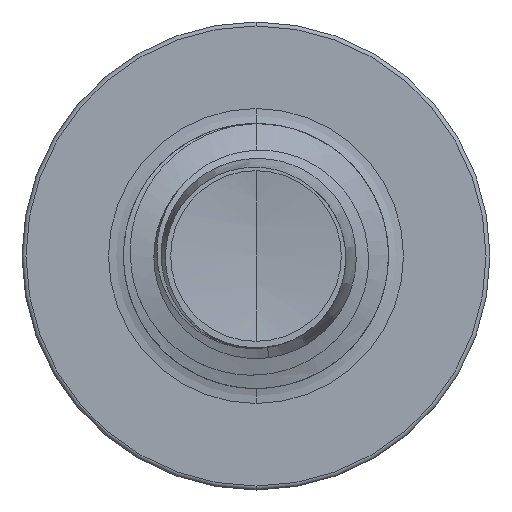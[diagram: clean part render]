
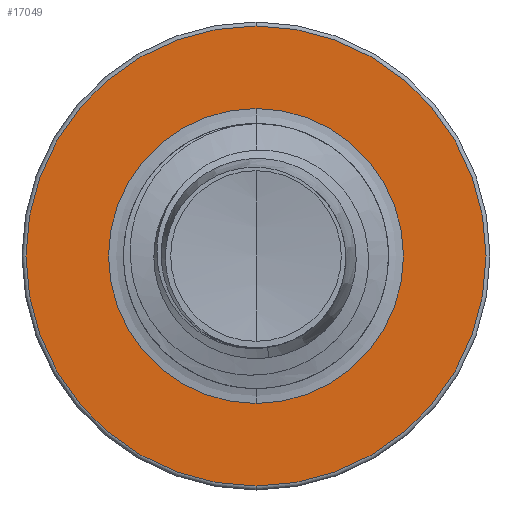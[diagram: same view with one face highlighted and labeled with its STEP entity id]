
A CAD part, front view. The second image highlights one B-rep face of the part: STEP entity #17049.
In plain terms, the highlighted planar face has unit normal (0, -1, 0).
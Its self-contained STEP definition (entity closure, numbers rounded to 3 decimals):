
#1051 = AXIS2_PLACEMENT_3D ( 'NONE', #22965, #14528, #1709 ) ;
#1368 = DIRECTION ( 'NONE',  ( 0., 0., 1. ) ) ;
#1549 = EDGE_CURVE ( 'NONE', #12486, #4515, #19621, .T. ) ;
#1709 = DIRECTION ( 'NONE',  ( 0., 0., 1. ) ) ;
#1781 = DIRECTION ( 'NONE',  ( 0., 1., 0. ) ) ;
#1929 = CARTESIAN_POINT ( 'NONE',  ( 0., 8., 0. ) ) ;
#2564 = AXIS2_PLACEMENT_3D ( 'NONE', #10945, #10920, #10916 ) ;
#4209 = AXIS2_PLACEMENT_3D ( 'NONE', #18444, #22152, #12945 ) ;
#4355 = DIRECTION ( 'NONE',  ( 0., 0., 1. ) ) ;
#4359 = DIRECTION ( 'NONE',  ( 0., 1., 0. ) ) ;
#4385 = CARTESIAN_POINT ( 'NONE',  ( 0., 8., 0. ) ) ;
#4515 = VERTEX_POINT ( 'NONE', #13948 ) ;
#4543 = ORIENTED_EDGE ( 'NONE', *, *, #1549, .F. ) ;
#6527 = AXIS2_PLACEMENT_3D ( 'NONE', #1929, #1781, #1368 ) ;
#7185 = ORIENTED_EDGE ( 'NONE', *, *, #9953, .F. ) ;
#9186 = AXIS2_PLACEMENT_3D ( 'NONE', #4385, #4359, #4355 ) ;
#9953 = EDGE_CURVE ( 'NONE', #4515, #12486, #13746, .T. ) ;
#10403 = EDGE_LOOP ( 'NONE', ( #7185, #4543 ) ) ;
#10580 = CARTESIAN_POINT ( 'NONE',  ( 0., 8., -2.605 ) ) ;
#10916 = DIRECTION ( 'NONE',  ( 0., 0., 1. ) ) ;
#10920 = DIRECTION ( 'NONE',  ( 0., 1., 0. ) ) ;
#10945 = CARTESIAN_POINT ( 'NONE',  ( 0., 8., 0. ) ) ;
#12486 = VERTEX_POINT ( 'NONE', #10580 ) ;
#12761 = FACE_BOUND ( 'NONE', #21923, .T. ) ;
#12945 = DIRECTION ( 'NONE',  ( 0., 0., 1. ) ) ;
#12971 = CARTESIAN_POINT ( 'NONE',  ( 0., 8., 1.67 ) ) ;
#13746 = CIRCLE ( 'NONE', #2564, 2.605 ) ;
#13946 = EDGE_CURVE ( 'NONE', #15952, #18359, #20825, .T. ) ;
#13948 = CARTESIAN_POINT ( 'NONE',  ( 0., 8., 2.605 ) ) ;
#14528 = DIRECTION ( 'NONE',  ( 0., 1., 0. ) ) ;
#15097 = CARTESIAN_POINT ( 'NONE',  ( 0., 8., -1.67 ) ) ;
#15952 = VERTEX_POINT ( 'NONE', #15097 ) ;
#16762 = PLANE ( 'NONE',  #4209 ) ;
#17049 = ADVANCED_FACE ( 'NONE', ( #21366, #12761 ), #16762, .F. ) ;
#17768 = ORIENTED_EDGE ( 'NONE', *, *, #22810, .T. ) ;
#18359 = VERTEX_POINT ( 'NONE', #12971 ) ;
#18444 = CARTESIAN_POINT ( 'NONE',  ( 0., 8., -1.67 ) ) ;
#19621 = CIRCLE ( 'NONE', #6527, 2.605 ) ;
#20796 = CIRCLE ( 'NONE', #1051, 1.67 ) ;
#20825 = CIRCLE ( 'NONE', #9186, 1.67 ) ;
#21340 = ORIENTED_EDGE ( 'NONE', *, *, #13946, .T. ) ;
#21366 = FACE_OUTER_BOUND ( 'NONE', #10403, .T. ) ;
#21923 = EDGE_LOOP ( 'NONE', ( #17768, #21340 ) ) ;
#22152 = DIRECTION ( 'NONE',  ( 0., 1., 0. ) ) ;
#22810 = EDGE_CURVE ( 'NONE', #18359, #15952, #20796, .T. ) ;
#22965 = CARTESIAN_POINT ( 'NONE',  ( 0., 8., 0. ) ) ;
